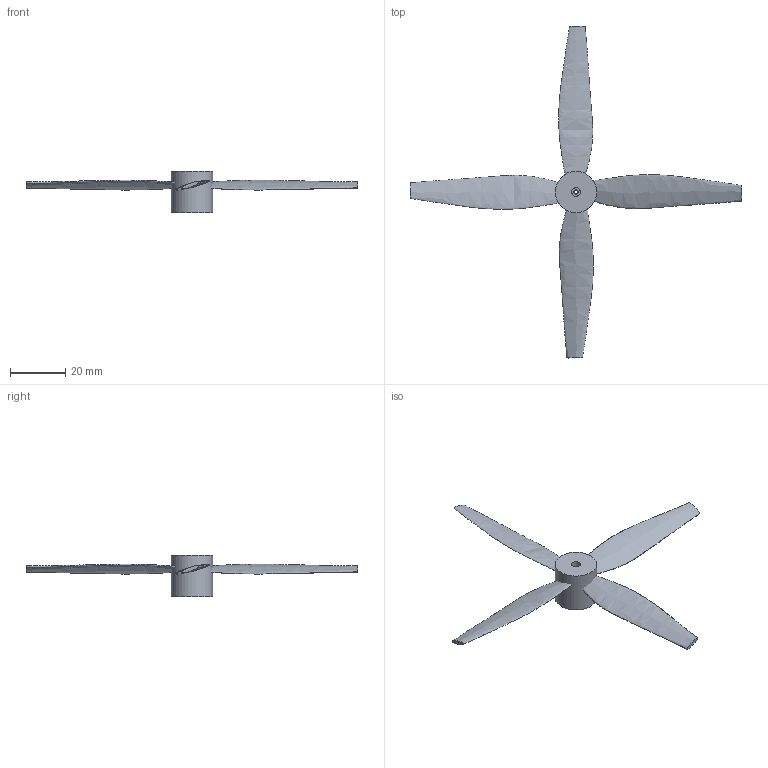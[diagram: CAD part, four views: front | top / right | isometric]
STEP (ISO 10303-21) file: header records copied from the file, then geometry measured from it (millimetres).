
FILE_DESCRIPTION(/* description */ (''),/* implementation_level */ '2;1');
FILE_NAME(/* name */ 'Front-propeller_4_blades v1.step',/* time_stamp */ '2023-06-05T13:59:41+02:00',/* author */ (''),/* organization */ (''),/* preprocessor_version */ 'ST-DEVELOPER v19.2',/* originating_system */ 'Autodesk Translation Framework v12.6.0.85',/* authorisation */ '');
FILE_SCHEMA (('AUTOMOTIVE_DESIGN { 1 0 10303 214 3 1 1 }'));
Length unit declared in the file: millimetre
Products named in the file (1): Front-propeller_4_blades
Bounding box: 120 x 120 x 15 mm (x, y, z)
Volume: 5254.8 mm3; surface area: 6076.4 mm2
Topology: 5 solids, 5 shells, 33 faces, 63 edges, 42 vertices
Faces by surface type: plane 22, cylinder 7, bspline 4
Full cylindrical faces by diameter (mm): 1.5 x1, 3.2 x1, 15 x1
Entity records: 2828 total; most frequent: CARTESIAN_POINT 2131, DIRECTION 133, ORIENTED_EDGE 126, EDGE_CURVE 63, AXIS2_PLACEMENT_3D 52, VERTEX_POINT 42, EDGE_LOOP 37, FACE_OUTER_BOUND 33
